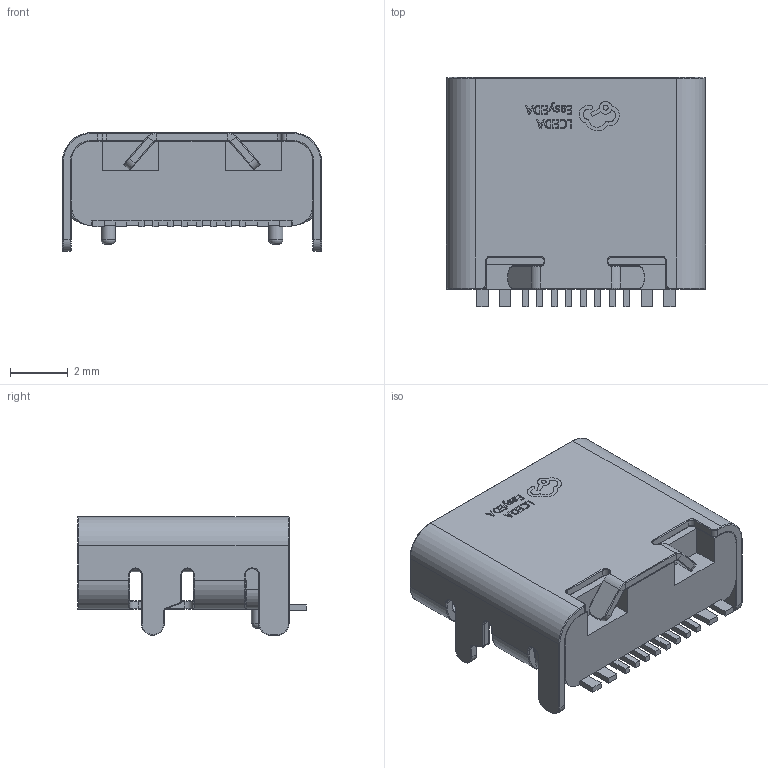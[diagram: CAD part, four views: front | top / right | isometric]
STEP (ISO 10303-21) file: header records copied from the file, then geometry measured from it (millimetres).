
FILE_DESCRIPTION (( 'STEP AP214' ), '1' );
FILE_NAME ('USB-C_SMD-TYPE-C-31-M-12.step', '2022-07-15T09:42:45', ( '' ), ( '' ), 'SwSTEP 2.0', 'SolidWorks 2020', '' );
FILE_SCHEMA (( 'AUTOMOTIVE_DESIGN' ));
Length unit declared in the file: millimetre
Products named in the file (1): USB-C_SMD-TYPE-C-31-M-12
Bounding box: 8.94 x 7.9 x 4.1 mm (x, y, z)
Volume: 125.9 mm3; surface area: 383.5 mm2
Topology: 14 solids, 14 shells, 819 faces, 2034 edges, 1266 vertices
Faces by surface type: plane 402, cylinder 179, torus 122, bspline 116
Entity records: 34478 total; most frequent: CARTESIAN_POINT 6292, ORIENTED_EDGE 4068, DIRECTION 3716, EDGE_CURVE 2034, VECTOR 1288, LINE 1288, VERTEX_POINT 1266, AXIS2_PLACEMENT_3D 1214
